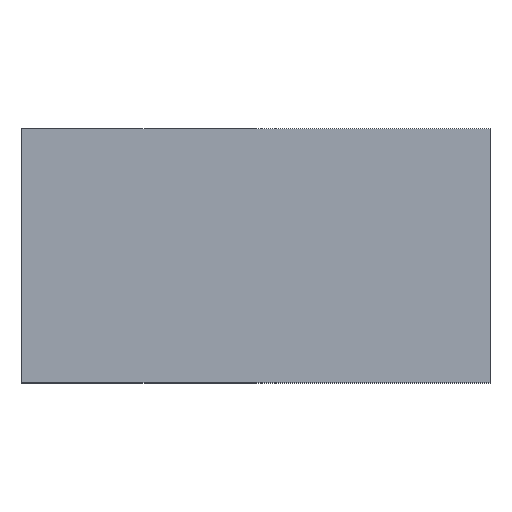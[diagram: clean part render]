
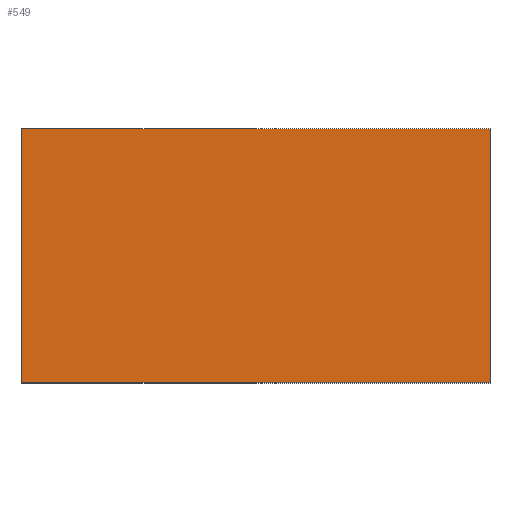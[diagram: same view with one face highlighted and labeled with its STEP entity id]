
A CAD part, top view. The second image highlights one B-rep face of the part: STEP entity #549.
In plain terms, the highlighted planar face has unit normal (0, 0, 1).
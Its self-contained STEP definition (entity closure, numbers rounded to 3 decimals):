
#325=CARTESIAN_POINT('',(9.804,-3.251,10.49));
#324=VERTEX_POINT('',#325);
#335=CARTESIAN_POINT('',(-2.184,-3.251,10.49));
#334=VERTEX_POINT('',#335);
#333=EDGE_CURVE('',#334,#324,#338,.T.);
#338=LINE('',#335,#340);
#340=VECTOR('',#341,11.989);
#341=DIRECTION('',(1.0,0.0,0.0));
#374=CARTESIAN_POINT('',(9.804,3.251,10.49));
#373=VERTEX_POINT('',#374);
#382=EDGE_CURVE('',#324,#373,#387,.T.);
#387=LINE('',#325,#389);
#389=VECTOR('',#390,6.502);
#390=DIRECTION('',(0.0,1.0,0.0));
#423=CARTESIAN_POINT('',(-2.184,3.251,10.49));
#422=VERTEX_POINT('',#423);
#431=EDGE_CURVE('',#373,#422,#436,.T.);
#436=LINE('',#374,#438);
#438=VECTOR('',#439,11.989);
#439=DIRECTION('',(-1.0,0.0,0.0));
#480=EDGE_CURVE('',#422,#334,#485,.T.);
#485=LINE('',#423,#487);
#487=VECTOR('',#488,6.502);
#488=DIRECTION('',(0.0,-1.0,0.0));
#549=ADVANCED_FACE('',(#555),#550,.T.);
#550=PLANE('',#551);
#551=AXIS2_PLACEMENT_3D('',#552,#553,#554);
#552=CARTESIAN_POINT('',(-2.184,-3.251,10.49));
#553=DIRECTION('',(0.0,0.0,1.0));
#554=DIRECTION('',(0.,1.,0.));
#555=FACE_OUTER_BOUND('',#556,.T.);
#556=EDGE_LOOP('',(#557,#567,#577,#587));
#557=ORIENTED_EDGE('',*,*,#333,.T.);
#567=ORIENTED_EDGE('',*,*,#382,.T.);
#577=ORIENTED_EDGE('',*,*,#431,.T.);
#587=ORIENTED_EDGE('',*,*,#480,.T.);
